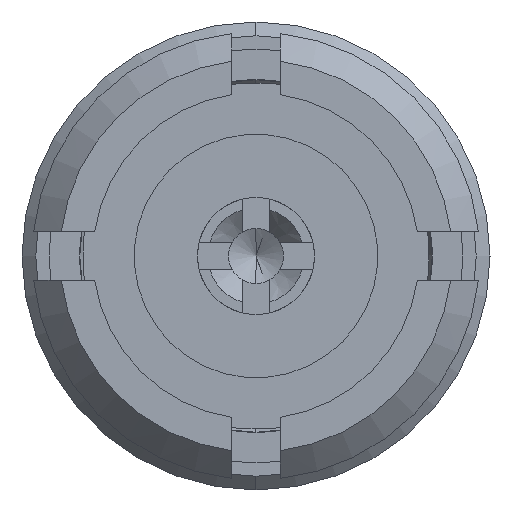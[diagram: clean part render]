
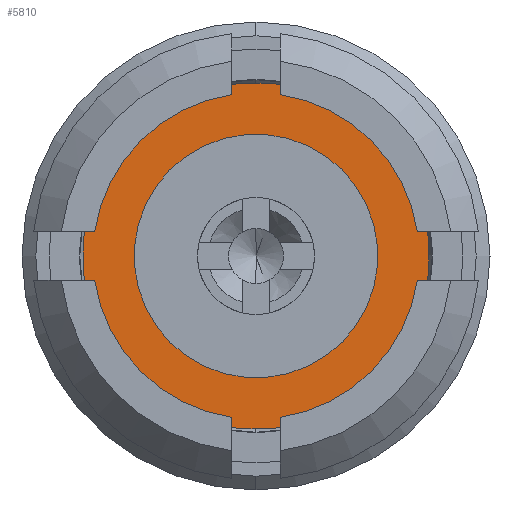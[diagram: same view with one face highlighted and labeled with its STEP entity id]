
A CAD part, left-side view. The second image highlights one B-rep face of the part: STEP entity #5810.
In plain terms, the highlighted face is planar.
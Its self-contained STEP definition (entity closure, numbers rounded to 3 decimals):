
#138 = AXIS2_PLACEMENT_3D ( 'NONE', #943, #6587, #2047 ) ;
#190 = DIRECTION ( 'NONE',  ( 0., 0., 1. ) ) ;
#215 = FACE_OUTER_BOUND ( 'NONE', #5122, .T. ) ;
#537 = CARTESIAN_POINT ( 'NONE',  ( 0., 0., 2.775 ) ) ;
#554 = DIRECTION ( 'NONE',  ( 0.996, 0.087, 0. ) ) ;
#659 = VERTEX_POINT ( 'NONE', #4347 ) ;
#741 = ORIENTED_EDGE ( 'NONE', *, *, #2517, .T. ) ;
#943 = CARTESIAN_POINT ( 'NONE',  ( 0., 0., 2.775 ) ) ;
#1142 = CARTESIAN_POINT ( 'NONE',  ( -1.255, -0.11, 2.775 ) ) ;
#1238 = CIRCLE ( 'NONE', #138, 0.885 ) ;
#1369 = DIRECTION ( 'NONE',  ( 0., 0., -1. ) ) ;
#1406 = CARTESIAN_POINT ( 'NONE',  ( -0.11, 1.255, 2.775 ) ) ;
#1486 = VERTEX_POINT ( 'NONE', #3123 ) ;
#1548 = FACE_BOUND ( 'NONE', #2247, .T. ) ;
#1563 = CIRCLE ( 'NONE', #4902, 0.885 ) ;
#1761 = AXIS2_PLACEMENT_3D ( 'NONE', #3146, #5092, #554 ) ;
#1884 = DIRECTION ( 'NONE',  ( -0.996, -0.087, 0. ) ) ;
#2047 = DIRECTION ( 'NONE',  ( 0.996, 0.087, 0. ) ) ;
#2178 = CARTESIAN_POINT ( 'NONE',  ( -0.882, -0.077, 2.775 ) ) ;
#2247 = EDGE_LOOP ( 'NONE', ( #3143, #6421 ) ) ;
#2517 = EDGE_CURVE ( 'NONE', #4497, #1486, #5687, .T. ) ;
#2621 = AXIS2_PLACEMENT_3D ( 'NONE', #1406, #1369, #1884 ) ;
#2666 = VERTEX_POINT ( 'NONE', #2178 ) ;
#2917 = AXIS2_PLACEMENT_3D ( 'NONE', #537, #4695, #5198 ) ;
#3123 = CARTESIAN_POINT ( 'NONE',  ( 1.255, 0.11, 2.775 ) ) ;
#3143 = ORIENTED_EDGE ( 'NONE', *, *, #4610, .F. ) ;
#3146 = CARTESIAN_POINT ( 'NONE',  ( 0., 0., 2.775 ) ) ;
#3255 = CARTESIAN_POINT ( 'NONE',  ( 0., 0., 2.775 ) ) ;
#3276 = ORIENTED_EDGE ( 'NONE', *, *, #4937, .T. ) ;
#3758 = CIRCLE ( 'NONE', #1761, 1.26 ) ;
#4333 = DIRECTION ( 'NONE',  ( 0.996, 0.087, 0. ) ) ;
#4347 = CARTESIAN_POINT ( 'NONE',  ( 0.882, 0.077, 2.775 ) ) ;
#4451 = PLANE ( 'NONE',  #2621 ) ;
#4497 = VERTEX_POINT ( 'NONE', #1142 ) ;
#4610 = EDGE_CURVE ( 'NONE', #659, #2666, #1563, .T. ) ;
#4695 = DIRECTION ( 'NONE',  ( 0., 0., 1. ) ) ;
#4902 = AXIS2_PLACEMENT_3D ( 'NONE', #3255, #190, #4333 ) ;
#4937 = EDGE_CURVE ( 'NONE', #1486, #4497, #3758, .T. ) ;
#5092 = DIRECTION ( 'NONE',  ( 0., 0., 1. ) ) ;
#5122 = EDGE_LOOP ( 'NONE', ( #3276, #741 ) ) ;
#5198 = DIRECTION ( 'NONE',  ( 0.996, 0.087, 0. ) ) ;
#5687 = CIRCLE ( 'NONE', #2917, 1.26 ) ;
#5810 = ADVANCED_FACE ( 'NONE', ( #1548, #215 ), #4451, .F. ) ;
#6225 = EDGE_CURVE ( 'NONE', #2666, #659, #1238, .T. ) ;
#6421 = ORIENTED_EDGE ( 'NONE', *, *, #6225, .F. ) ;
#6587 = DIRECTION ( 'NONE',  ( 0., 0., 1. ) ) ;
